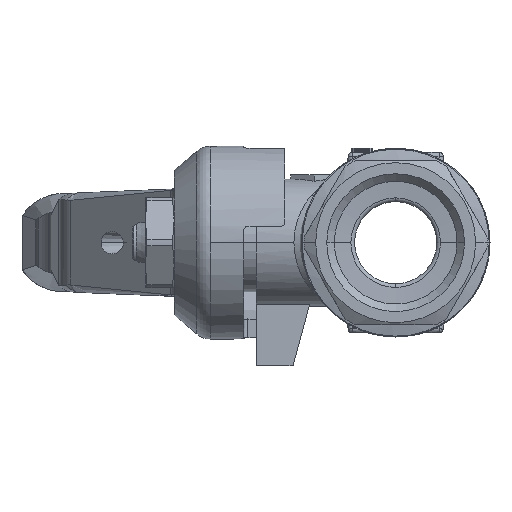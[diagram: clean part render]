
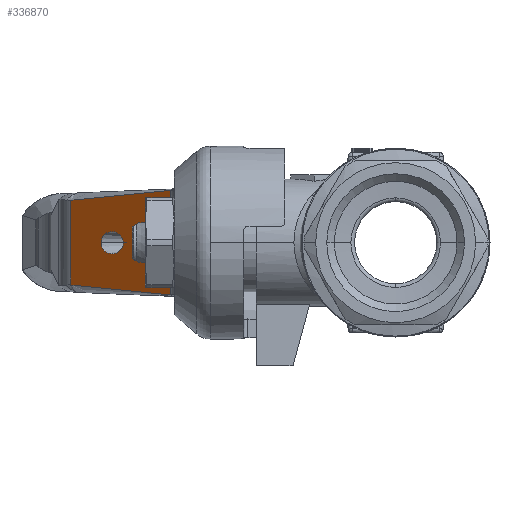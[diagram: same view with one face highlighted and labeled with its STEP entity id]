
A CAD part, left-side view. The second image highlights one B-rep face of the part: STEP entity #336870.
In plain terms, the highlighted face is planar.
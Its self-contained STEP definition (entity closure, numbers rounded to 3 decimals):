
#94590=CARTESIAN_POINT('',(-13.691,33.19,
0.));
#94600=VERTEX_POINT('',#94590);
#94630=CARTESIAN_POINT('',(-15.047,34.547,
0.));
#94640=DIRECTION('',(-0.707,-0.707,
0.));
#94650=DIRECTION('',(0.707,-0.707,
0.));
#94660=AXIS2_PLACEMENT_3D('',#94630,#94640,#94650);
#94670=ELLIPSE('',#94660,1.918,1.356);
#94680=CARTESIAN_POINT('',(-16.404,35.903,
0.));
#94690=VERTEX_POINT('',#94680);
#94700=EDGE_CURVE('',#94600,#94690,#94670,.T.);
#205500=CARTESIAN_POINT('',(-23.568,39.824,
-3.022));
#205510=DIRECTION('',(-0.758,0.644,
0.107));
#205520=DIRECTION('',(-0.648,-0.762,
0.));
#205530=AXIS2_PLACEMENT_3D('',#205500,#205510,#205520);
#205540=CONICAL_SURFACE('',#205530,3.01,0.08);
#205550=CARTESIAN_POINT('',(-20.072,39.571,
17.9));
#205560=DIRECTION('',(-0.707,-0.707,
0.));
#205570=DIRECTION('',(0.707,-0.707,
0.));
#205580=AXIS2_PLACEMENT_3D('',#205550,#205560,#205570);
#205590=PLANE('',#205580);
#205600=CARTESIAN_POINT('',(-7.94,27.439,
-6.373));
#205610=CARTESIAN_POINT('',(-8.193,27.692,
-6.352));
#205620=CARTESIAN_POINT('',(-8.446,27.945,
-6.33));
#205630=CARTESIAN_POINT('',(-8.699,28.198,
-6.307));
#205640=CARTESIAN_POINT('',(-8.951,28.451,
-6.285));
#205650=CARTESIAN_POINT('',(-9.204,28.704,
-6.263));
#205660=CARTESIAN_POINT('',(-9.457,28.957,
-6.24));
#205670=CARTESIAN_POINT('',(-9.71,29.21,
-6.217));
#205680=CARTESIAN_POINT('',(-9.963,29.462,
-6.194));
#205690=CARTESIAN_POINT('',(-10.216,29.715,
-6.17));
#205700=CARTESIAN_POINT('',(-10.469,29.968,
-6.147));
#205710=CARTESIAN_POINT('',(-10.721,30.221,
-6.123));
#205720=CARTESIAN_POINT('',(-10.974,30.474,
-6.1));
#205730=CARTESIAN_POINT('',(-11.48,30.979,
-6.052));
#205740=CARTESIAN_POINT('',(-11.985,31.485,
-6.003));
#205750=CARTESIAN_POINT('',(-12.491,31.99,
-5.954));
#205760=CARTESIAN_POINT('',(-12.996,32.496,
-5.904));
#205770=CARTESIAN_POINT('',(-13.502,33.001,
-5.854));
#205780=CARTESIAN_POINT('',(-14.007,33.507,
-5.804));
#205790=CARTESIAN_POINT('',(-14.513,34.012,
-5.753));
#205800=CARTESIAN_POINT('',(-15.018,34.518,
-5.701));
#205810=CARTESIAN_POINT('',(-15.524,35.023,
-5.649));
#205820=CARTESIAN_POINT('',(-16.029,35.529,
-5.597));
#205830=CARTESIAN_POINT('',(-16.535,36.034,
-5.545));
#205840=CARTESIAN_POINT('',(-17.04,36.539,
-5.492));
#205850=CARTESIAN_POINT('',(-17.545,37.045,
-5.439));
#205860=CARTESIAN_POINT('',(-18.051,37.55,
-5.385));
#205870=CARTESIAN_POINT('',(-18.556,38.055,
-5.331));
#205880=CARTESIAN_POINT('',(-19.061,38.561,
-5.277));
#205890=CARTESIAN_POINT('',(-19.566,39.066,
-5.223));
#205900=CARTESIAN_POINT('',(-20.072,39.571,
-5.168));
#205910=B_SPLINE_CURVE_WITH_KNOTS('',3,(#205600,#205610,#205620,#205630,
#205640,#205650,#205660,#205670,#205680,#205690,#205700,#205710,#205720,
#205730,#205740,#205750,#205760,#205770,#205780,#205790,#205800,#205810,
#205820,#205830,#205840,#205850,#205860,#205870,#205880,#205890,#205900)
,.UNSPECIFIED.,.F.,.F.,(4,3,3,3,3,3,3,3,3,3,4),(0.,1.075,
2.15,3.225,4.3,6.45,
8.6,10.75,12.9,15.049,
17.199),.UNSPECIFIED.);
#205920=SURFACE_CURVE('',#205910,(#205540,#205590),.CURVE_3D.);
#205930=CARTESIAN_POINT('',(-7.94,27.439,
-6.373));
#205940=VERTEX_POINT('',#205930);
#205950=CARTESIAN_POINT('',(-20.072,39.571,
-5.168));
#205960=VERTEX_POINT('',#205950);
#205970=EDGE_CURVE('',#205940,#205960,#205920,.T.);
#301210=CARTESIAN_POINT('',(-23.568,39.824,
3.022));
#301220=DIRECTION('',(-0.758,0.644,
-0.107));
#301230=DIRECTION('',(-0.648,-0.762,
0.));
#301240=AXIS2_PLACEMENT_3D('',#301210,#301220,#301230);
#301250=CONICAL_SURFACE('',#301240,3.01,0.08);
#301420=CARTESIAN_POINT('',(-20.072,39.571,
5.168));
#301430=VERTEX_POINT('',#301420);
#301460=CARTESIAN_POINT('',(-20.072,39.571,
5.168));
#301470=CARTESIAN_POINT('',(-19.566,39.066,
5.223));
#301480=CARTESIAN_POINT('',(-19.061,38.561,
5.277));
#301490=CARTESIAN_POINT('',(-18.556,38.055,
5.331));
#301500=CARTESIAN_POINT('',(-18.051,37.55,
5.385));
#301510=CARTESIAN_POINT('',(-17.545,37.045,
5.439));
#301520=CARTESIAN_POINT('',(-17.04,36.539,
5.492));
#301530=CARTESIAN_POINT('',(-16.535,36.034,
5.545));
#301540=CARTESIAN_POINT('',(-16.029,35.529,
5.597));
#301550=CARTESIAN_POINT('',(-15.524,35.023,
5.649));
#301560=CARTESIAN_POINT('',(-15.018,34.518,
5.701));
#301570=CARTESIAN_POINT('',(-14.513,34.012,
5.753));
#301580=CARTESIAN_POINT('',(-14.007,33.507,
5.804));
#301590=CARTESIAN_POINT('',(-13.502,33.001,
5.854));
#301600=CARTESIAN_POINT('',(-12.996,32.496,
5.904));
#301610=CARTESIAN_POINT('',(-12.491,31.99,
5.954));
#301620=CARTESIAN_POINT('',(-11.985,31.485,
6.003));
#301630=CARTESIAN_POINT('',(-11.48,30.979,
6.052));
#301640=CARTESIAN_POINT('',(-10.974,30.474,
6.1));
#301650=CARTESIAN_POINT('',(-10.721,30.221,
6.123));
#301660=CARTESIAN_POINT('',(-10.469,29.968,
6.147));
#301670=CARTESIAN_POINT('',(-10.216,29.715,
6.17));
#301680=CARTESIAN_POINT('',(-9.963,29.462,
6.194));
#301690=CARTESIAN_POINT('',(-9.71,29.21,
6.217));
#301700=CARTESIAN_POINT('',(-9.457,28.957,
6.24));
#301710=CARTESIAN_POINT('',(-9.204,28.704,
6.263));
#301720=CARTESIAN_POINT('',(-8.951,28.451,
6.285));
#301730=CARTESIAN_POINT('',(-8.699,28.198,
6.307));
#301740=CARTESIAN_POINT('',(-8.446,27.945,
6.33));
#301750=CARTESIAN_POINT('',(-8.193,27.692,
6.352));
#301760=CARTESIAN_POINT('',(-7.94,27.439,
6.373));
#301770=B_SPLINE_CURVE_WITH_KNOTS('',3,(#301460,#301470,#301480,#301490,
#301500,#301510,#301520,#301530,#301540,#301550,#301560,#301570,#301580,
#301590,#301600,#301610,#301620,#301630,#301640,#301650,#301660,#301670,
#301680,#301690,#301700,#301710,#301720,#301730,#301740,#301750,#301760)
,.UNSPECIFIED.,.F.,.F.,(4,3,3,3,3,3,3,3,3,3,4),(0.,2.15,
4.3,6.45,8.6,10.75,
12.9,13.974,15.049,16.124,
17.199),.UNSPECIFIED.);
#301780=SURFACE_CURVE('',#301770,(#301250,#205590),.CURVE_3D.);
#301790=CARTESIAN_POINT('',(-7.94,27.439,
6.373));
#301800=VERTEX_POINT('',#301790);
#301810=EDGE_CURVE('',#301430,#301800,#301780,.T.);
#336660=CARTESIAN_POINT('',(-20.072,39.571,
17.9));
#336670=DIRECTION('',(0.,0.,-1.));
#336680=VECTOR('',#336670,1.);
#336690=LINE('',#336660,#336680);
#336700=EDGE_CURVE('',#301430,#205960,#336690,.T.);
#336710=ORIENTED_EDGE('',*,*,#336700,.F.);
#336720=ORIENTED_EDGE('',*,*,#205970,.T.);
#336730=CARTESIAN_POINT('',(-7.94,27.439,
17.9));
#336740=DIRECTION('',(0.,0.,-1.));
#336750=VECTOR('',#336740,1.);
#336760=LINE('',#336730,#336750);
#336770=EDGE_CURVE('',#301800,#205940,#336760,.T.);
#336780=ORIENTED_EDGE('',*,*,#336770,.T.);
#336790=ORIENTED_EDGE('',*,*,#301810,.T.);
#336800=EDGE_LOOP('',(#336790,#336780,#336720,#336710));
#336810=FACE_OUTER_BOUND('',#336800,.T.);
#336820=ORIENTED_EDGE('',*,*,#94700,.T.);
#336830=EDGE_CURVE('',#94690,#94600,#94670,.T.);
#336840=ORIENTED_EDGE('',*,*,#336830,.T.);
#336850=EDGE_LOOP('',(#336840,#336820));
#336860=FACE_BOUND('',#336850,.T.);
#336870=ADVANCED_FACE('',(#336810,#336860),#205590,.F.);
